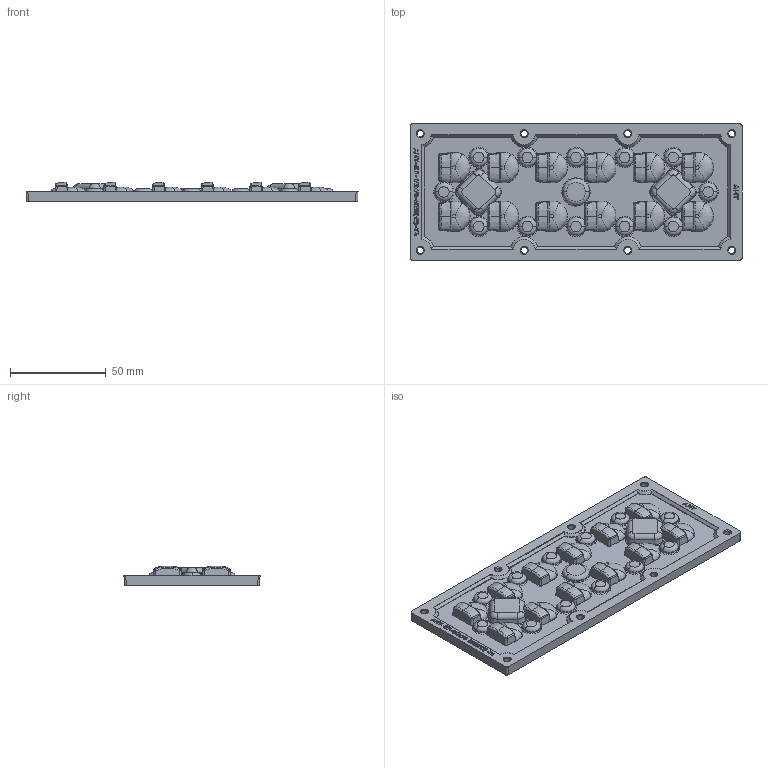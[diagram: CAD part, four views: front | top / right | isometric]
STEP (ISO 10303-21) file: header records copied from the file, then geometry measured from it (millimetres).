
FILE_DESCRIPTION (( 'STEP AP214' ), '1' );
FILE_NAME ('AMT-ST-173x70-5050(12)-T4 襟.STEP', '2023-10-09T08:50:06', ( '' ), ( '' ), 'SwSTEP 2.0', 'SolidWorks 2019', '' );
FILE_SCHEMA (( 'AUTOMOTIVE_DESIGN' ));
Products named in the file (1): AMT-ST-173x70-5050(12)-T4 襟
Bounding box: 173.4 x 71.1 x 10.14 mm (x, y, z)
Volume: 42819.5 mm3; surface area: 34286.9 mm2
Topology: 1 solids, 1 shells, 2676 faces, 6431 edges, 3823 vertices
Faces by surface type: bspline 1184, torus 471, plane 391, cylinder 346, cone 232, sphere 52
Entity records: 132023 total; most frequent: CARTESIAN_POINT 78795, ORIENTED_EDGE 12782, DIRECTION 8796, EDGE_CURVE 6391, VERTEX_POINT 3823, AXIS2_PLACEMENT_3D 3765, EDGE_LOOP 2798, ADVANCED_FACE 2676
